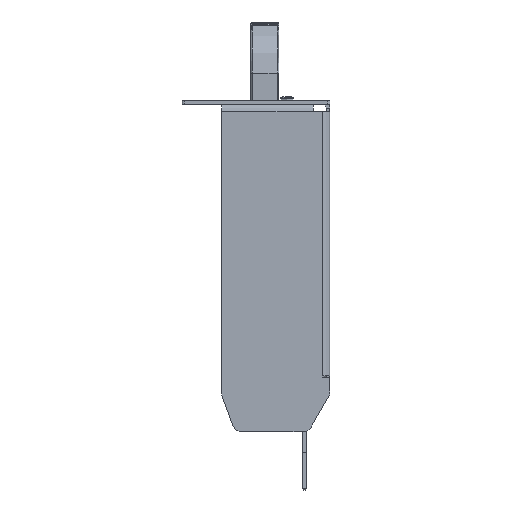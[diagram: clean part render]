
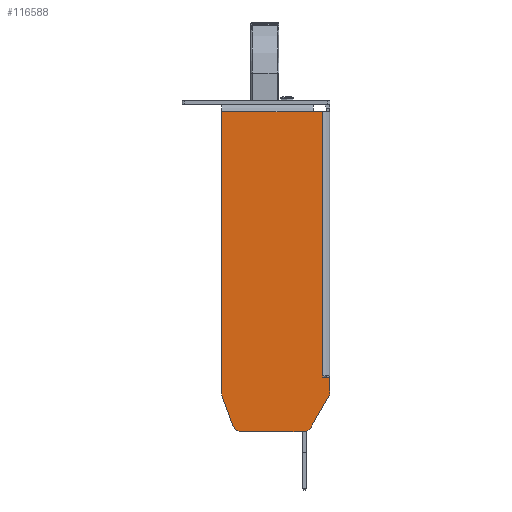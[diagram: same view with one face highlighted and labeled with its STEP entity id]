
A CAD part, left-side view. The second image highlights one B-rep face of the part: STEP entity #116588.
In plain terms, the highlighted planar face has unit normal (-1, 0, 0).
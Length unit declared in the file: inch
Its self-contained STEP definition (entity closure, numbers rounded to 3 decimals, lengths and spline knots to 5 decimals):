
#299 = FACE_OUTER_BOUND ( 'NONE', #7111, .T. ) ;
#769 = DIRECTION ( 'NONE',  ( 0., 0., -1. ) ) ;
#2685 = CARTESIAN_POINT ( 'NONE',  ( -1.5013, 1.27601, -0.5 ) ) ;
#2887 = CARTESIAN_POINT ( 'NONE',  ( -1.5013, 1.18849, -0.375 ) ) ;
#3060 = DIRECTION ( 'NONE',  ( 0., 0., -1. ) ) ;
#7111 = EDGE_LOOP ( 'NONE', ( #126332, #8422, #25968, #59566, #160083, #157654, #57234, #51394, #160406, #149643, #76497, #98291, #113906, #22503 ) ) ;
#8422 = ORIENTED_EDGE ( 'NONE', *, *, #130812, .T. ) ;
#9248 = VECTOR ( 'NONE', #18058, 39.37008 ) ;
#12971 = DIRECTION ( 'NONE',  ( 0., 0., -1. ) ) ;
#13149 = VERTEX_POINT ( 'NONE', #17025 ) ;
#13868 = LINE ( 'NONE', #28188, #56810 ) ;
#16113 = CARTESIAN_POINT ( 'NONE',  ( -1.5013, 1.18849, -0.5 ) ) ;
#16882 = LINE ( 'NONE', #53580, #114888 ) ;
#16991 = LINE ( 'NONE', #120455, #128683 ) ;
#17025 = CARTESIAN_POINT ( 'NONE',  ( -1.5013, 0.36064, -0.5 ) ) ;
#17059 = CARTESIAN_POINT ( 'NONE',  ( -1.5013, 0.28848, -0.5 ) ) ;
#18058 = DIRECTION ( 'NONE',  ( 0., 0., -1. ) ) ;
#22503 = ORIENTED_EDGE ( 'NONE', *, *, #109233, .T. ) ;
#23354 = DIRECTION ( 'NONE',  ( 0., 0., -1. ) ) ;
#25497 = LINE ( 'NONE', #17059, #37260 ) ;
#25968 = ORIENTED_EDGE ( 'NONE', *, *, #155536, .F. ) ;
#26828 = DIRECTION ( 'NONE',  ( 1., 0., 0. ) ) ;
#27371 = CARTESIAN_POINT ( 'NONE',  ( -1.5013, 0.875, 3.855 ) ) ;
#27447 = CIRCLE ( 'NONE', #34684, 0.125 ) ;
#28188 = CARTESIAN_POINT ( 'NONE',  ( -1.5013, 1.458, 3.855 ) ) ;
#28348 = DIRECTION ( 'NONE',  ( 0., 1., 0. ) ) ;
#29795 = EDGE_CURVE ( 'NONE', #53570, #73260, #16991, .T. ) ;
#31026 = AXIS2_PLACEMENT_3D ( 'NONE', #27371, #26828, #114511 ) ;
#31853 = CARTESIAN_POINT ( 'NONE',  ( -1.5013, 0.0978, 0. ) ) ;
#33897 = CARTESIAN_POINT ( 'NONE',  ( -1.5013, 1.45046, -0.02071 ) ) ;
#34684 = AXIS2_PLACEMENT_3D ( 'NONE', #2887, #63598, #769 ) ;
#35780 = AXIS2_PLACEMENT_3D ( 'NONE', #133044, #117154, #40930 ) ;
#36107 = LINE ( 'NONE', #135684, #59645 ) ;
#37059 = DIRECTION ( 'NONE',  ( 0., 0.342, 0.94 ) ) ;
#37260 = VECTOR ( 'NONE', #91569, 39.37008 ) ;
#40930 = DIRECTION ( 'NONE',  ( 0., 0., -1. ) ) ;
#44674 = CARTESIAN_POINT ( 'NONE',  ( -1.5013, 0.25239, -0.4375 ) ) ;
#45327 = DIRECTION ( 'NONE',  ( 0., -1., 0. ) ) ;
#47457 = VERTEX_POINT ( 'NONE', #127978 ) ;
#51394 = ORIENTED_EDGE ( 'NONE', *, *, #143857, .T. ) ;
#52353 = VECTOR ( 'NONE', #133553, 39.37008 ) ;
#53523 = AXIS2_PLACEMENT_3D ( 'NONE', #156271, #90652, #80792 ) ;
#53570 = VERTEX_POINT ( 'NONE', #110099 ) ;
#53580 = CARTESIAN_POINT ( 'NONE',  ( -1.5013, 1.458, 3.805 ) ) ;
#54618 = EDGE_CURVE ( 'NONE', #79748, #103319, #75510, .T. ) ;
#55049 = VERTEX_POINT ( 'NONE', #122097 ) ;
#56810 = VECTOR ( 'NONE', #3060, 39.37008 ) ;
#57234 = ORIENTED_EDGE ( 'NONE', *, *, #76967, .T. ) ;
#59566 = ORIENTED_EDGE ( 'NONE', *, *, #29795, .F. ) ;
#59645 = VECTOR ( 'NONE', #37059, 39.37008 ) ;
#61559 = CARTESIAN_POINT ( 'NONE',  ( -1.5013, 0.36064, -0.375 ) ) ;
#63598 = DIRECTION ( 'NONE',  ( -1., 0., 0. ) ) ;
#70222 = LINE ( 'NONE', #2685, #140678 ) ;
#71108 = CARTESIAN_POINT ( 'NONE',  ( -1.5013, 0.2228, 3.805 ) ) ;
#73260 = VERTEX_POINT ( 'NONE', #89476 ) ;
#75510 = CIRCLE ( 'NONE', #53523, 0.125 ) ;
#76497 = ORIENTED_EDGE ( 'NONE', *, *, #122153, .F. ) ;
#76967 = EDGE_CURVE ( 'NONE', #110822, #109270, #16882, .T. ) ;
#79748 = VERTEX_POINT ( 'NONE', #83793 ) ;
#80792 = DIRECTION ( 'NONE',  ( 0., 0., -1. ) ) ;
#80795 = VERTEX_POINT ( 'NONE', #115437 ) ;
#82670 = VERTEX_POINT ( 'NONE', #16113 ) ;
#83793 = CARTESIAN_POINT ( 'NONE',  ( -1.5013, 1.458, 0.02204 ) ) ;
#88287 = PLANE ( 'NONE',  #31026 ) ;
#89476 = CARTESIAN_POINT ( 'NONE',  ( -1.5013, -0.0002, 0.23 ) ) ;
#90652 = DIRECTION ( 'NONE',  ( -1., 0., 0. ) ) ;
#91569 = DIRECTION ( 'NONE',  ( 0., 0.5, -0.866 ) ) ;
#92181 = CIRCLE ( 'NONE', #154495, 0.125 ) ;
#92795 = EDGE_CURVE ( 'NONE', #55049, #128029, #25497, .T. ) ;
#96529 = DIRECTION ( 'NONE',  ( 0., 0., 1. ) ) ;
#98291 = ORIENTED_EDGE ( 'NONE', *, *, #141905, .T. ) ;
#100053 = CARTESIAN_POINT ( 'NONE',  ( -1.5013, 0.2228, 3.805 ) ) ;
#103319 = VERTEX_POINT ( 'NONE', #33897 ) ;
#105226 = DIRECTION ( 'NONE',  ( 0., 1., 0. ) ) ;
#109233 = EDGE_CURVE ( 'NONE', #13149, #128029, #92181, .T. ) ;
#109270 = VERTEX_POINT ( 'NONE', #100053 ) ;
#110099 = CARTESIAN_POINT ( 'NONE',  ( -1.5013, 0.0978, 0.23 ) ) ;
#110822 = VERTEX_POINT ( 'NONE', #158699 ) ;
#111642 = LINE ( 'NONE', #31853, #129258 ) ;
#113906 = ORIENTED_EDGE ( 'NONE', *, *, #155164, .F. ) ;
#114511 = DIRECTION ( 'NONE',  ( 0., 0., -1. ) ) ;
#114888 = VECTOR ( 'NONE', #105226, 39.37008 ) ;
#115437 = CARTESIAN_POINT ( 'NONE',  ( -1.5013, 1.458, 3.805 ) ) ;
#116588 = ADVANCED_FACE ( 'NONE', ( #299 ), #88287, .F. ) ;
#117154 = DIRECTION ( 'NONE',  ( -1., 0., 0. ) ) ;
#120345 = EDGE_CURVE ( 'NONE', #53570, #152320, #111642, .T. ) ;
#120455 = CARTESIAN_POINT ( 'NONE',  ( -1.5013, -0.0002, 0.23 ) ) ;
#122097 = CARTESIAN_POINT ( 'NONE',  ( -1.5013, 0.01655, -0.02901 ) ) ;
#122153 = EDGE_CURVE ( 'NONE', #47457, #103319, #36107, .T. ) ;
#124046 = CIRCLE ( 'NONE', #35780, 0.125 ) ;
#126332 = ORIENTED_EDGE ( 'NONE', *, *, #92795, .F. ) ;
#127978 = CARTESIAN_POINT ( 'NONE',  ( -1.5013, 1.30595, -0.41775 ) ) ;
#128029 = VERTEX_POINT ( 'NONE', #44674 ) ;
#128683 = VECTOR ( 'NONE', #45327, 39.37008 ) ;
#128829 = LINE ( 'NONE', #141204, #9248 ) ;
#129258 = VECTOR ( 'NONE', #96529, 39.37008 ) ;
#130582 = VECTOR ( 'NONE', #23354, 39.37008 ) ;
#130812 = EDGE_CURVE ( 'NONE', #55049, #158574, #124046, .T. ) ;
#133044 = CARTESIAN_POINT ( 'NONE',  ( -1.5013, 0.1248, 0.03349 ) ) ;
#133553 = DIRECTION ( 'NONE',  ( 0., 1., 0. ) ) ;
#135601 = CARTESIAN_POINT ( 'NONE',  ( -1.5013, -0.0002, 0. ) ) ;
#135684 = CARTESIAN_POINT ( 'NONE',  ( -1.5013, 1.458, 0. ) ) ;
#140678 = VECTOR ( 'NONE', #28348, 39.37008 ) ;
#141204 = CARTESIAN_POINT ( 'NONE',  ( -1.5013, 0.0978, 3.855 ) ) ;
#141905 = EDGE_CURVE ( 'NONE', #47457, #82670, #27447, .T. ) ;
#143857 = EDGE_CURVE ( 'NONE', #109270, #80795, #160226, .T. ) ;
#144325 = CARTESIAN_POINT ( 'NONE',  ( -1.5013, -0.0002, 0.03349 ) ) ;
#145628 = EDGE_CURVE ( 'NONE', #110822, #152320, #128829, .T. ) ;
#148204 = LINE ( 'NONE', #135601, #130582 ) ;
#149231 = DIRECTION ( 'NONE',  ( -1., 0., 0. ) ) ;
#149643 = ORIENTED_EDGE ( 'NONE', *, *, #54618, .T. ) ;
#150020 = EDGE_CURVE ( 'NONE', #80795, #79748, #13868, .T. ) ;
#152320 = VERTEX_POINT ( 'NONE', #156484 ) ;
#154495 = AXIS2_PLACEMENT_3D ( 'NONE', #61559, #149231, #12971 ) ;
#155164 = EDGE_CURVE ( 'NONE', #13149, #82670, #70222, .T. ) ;
#155536 = EDGE_CURVE ( 'NONE', #73260, #158574, #148204, .T. ) ;
#156271 = CARTESIAN_POINT ( 'NONE',  ( -1.5013, 1.333, 0.02204 ) ) ;
#156484 = CARTESIAN_POINT ( 'NONE',  ( -1.5013, 0.0978, 0.25 ) ) ;
#157654 = ORIENTED_EDGE ( 'NONE', *, *, #145628, .F. ) ;
#158574 = VERTEX_POINT ( 'NONE', #144325 ) ;
#158699 = CARTESIAN_POINT ( 'NONE',  ( -1.5013, 0.0978, 3.805 ) ) ;
#160083 = ORIENTED_EDGE ( 'NONE', *, *, #120345, .T. ) ;
#160226 = LINE ( 'NONE', #71108, #52353 ) ;
#160406 = ORIENTED_EDGE ( 'NONE', *, *, #150020, .T. ) ;
